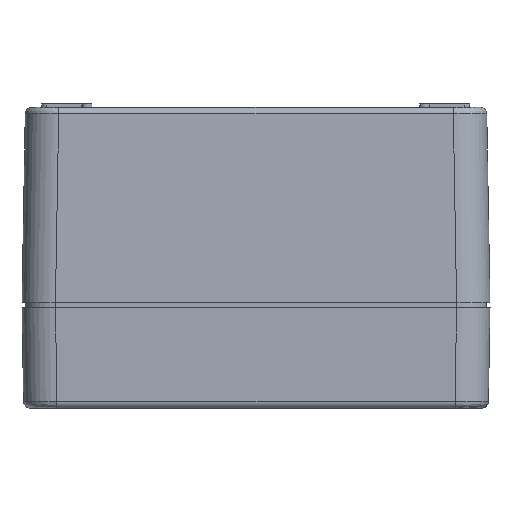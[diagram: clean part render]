
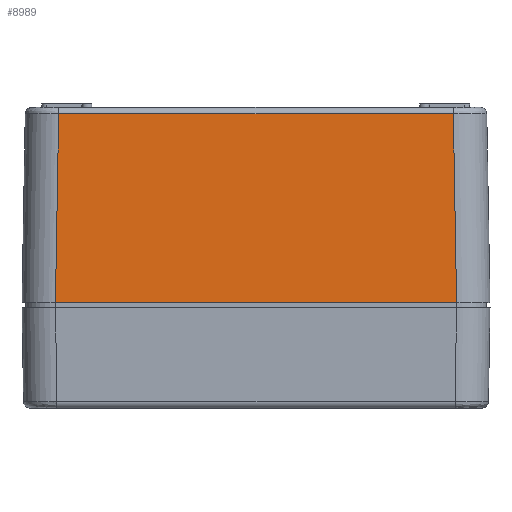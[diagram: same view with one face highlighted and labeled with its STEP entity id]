
A CAD part, front view. The second image highlights one B-rep face of the part: STEP entity #8989.
In plain terms, the highlighted face is planar.
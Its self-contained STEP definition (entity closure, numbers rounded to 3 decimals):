
#8639=CARTESIAN_POINT('',(39.403,44.098,0.197));
#8640=VERTEX_POINT('',#8639);
#8705=CARTESIAN_POINT('',(51.21,44.098,0.197));
#8706=VERTEX_POINT('',#8705);
#8723=CARTESIAN_POINT('',(39.403,44.098,0.197));
#8724=DIRECTION('',(1.0,0.0,0.0));
#8725=VECTOR('',#8724,11.807);
#8726=LINE('',#8723,#8725);
#8727=EDGE_CURVE('',#8640,#8706,#8726,.T.);
#8940=CARTESIAN_POINT('',(51.306,44.194,5.85));
#8941=VERTEX_POINT('',#8940);
#8942=CARTESIAN_POINT('',(51.21,44.098,0.197));
#8943=DIRECTION('',(0.017,0.017,1.));
#8944=VECTOR('',#8943,5.655);
#8945=LINE('',#8942,#8944);
#8946=EDGE_CURVE('',#8706,#8941,#8945,.T.);
#8966=CARTESIAN_POINT('',(52.306,44.194,5.85));
#8967=DIRECTION('',(0.0,-1.,0.017));
#8968=DIRECTION('',(0.0,-0.017,-1.));
#8969=AXIS2_PLACEMENT_3D('',#8966,#8967,#8968);
#8970=PLANE('',#8969);
#8971=ORIENTED_EDGE('',*,*,#8727,.F.);
#8972=CARTESIAN_POINT('',(39.306,44.194,5.85));
#8973=VERTEX_POINT('',#8972);
#8974=CARTESIAN_POINT('',(39.306,44.194,5.85));
#8975=DIRECTION('',(0.017,-0.017,-1.));
#8976=VECTOR('',#8975,5.655);
#8977=LINE('',#8974,#8976);
#8978=EDGE_CURVE('',#8973,#8640,#8977,.T.);
#8979=ORIENTED_EDGE('',*,*,#8978,.F.);
#8980=CARTESIAN_POINT('',(39.306,44.194,5.85));
#8981=DIRECTION('',(1.0,0.0,0.0));
#8982=VECTOR('',#8981,12.);
#8983=LINE('',#8980,#8982);
#8984=EDGE_CURVE('',#8973,#8941,#8983,.T.);
#8985=ORIENTED_EDGE('',*,*,#8984,.T.);
#8986=ORIENTED_EDGE('',*,*,#8946,.F.);
#8987=EDGE_LOOP('',(#8971,#8979,#8985,#8986));
#8988=FACE_OUTER_BOUND('',#8987,.T.);
#8989=ADVANCED_FACE('',(#8988),#8970,.F.);
